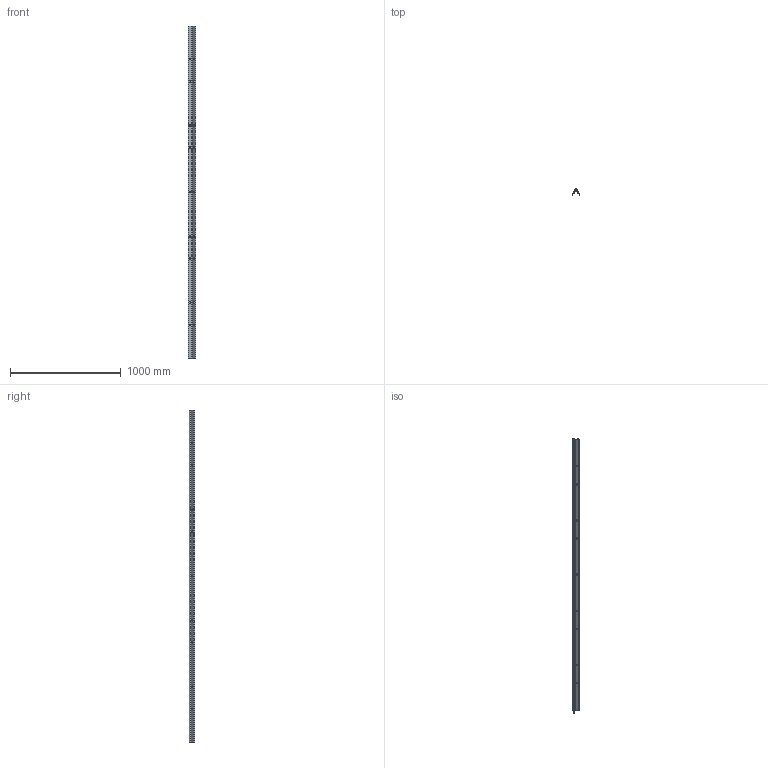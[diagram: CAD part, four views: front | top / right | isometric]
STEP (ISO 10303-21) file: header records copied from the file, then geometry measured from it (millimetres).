
FILE_DESCRIPTION (( 'STEP AP203' ), '1' );
FILE_NAME ('10204113-VA.STEP', '2022-02-25T12:44:46', ( '' ), ( '' ), 'SwSTEP 2.0', 'SolidWorks 2018', '' );
FILE_SCHEMA (( 'CONFIG_CONTROL_DESIGN' ));
Length unit declared in the file: millimetre
Products named in the file (2): 10204113-VA
Bounding box: 65 x 52 x 3000 mm (x, y, z)
Volume: 779124.9 mm3; surface area: 793499.1 mm2
Topology: 1 solids, 1 shells, 330 faces, 906 edges, 604 vertices
Faces by surface type: plane 164, bspline 86, cylinder 80
Entity records: 14498 total; most frequent: CARTESIAN_POINT 6503, ORIENTED_EDGE 1812, DIRECTION 1340, EDGE_CURVE 906, VERTEX_POINT 604, VECTOR 452, LINE 452, AXIS2_PLACEMENT_3D 444
